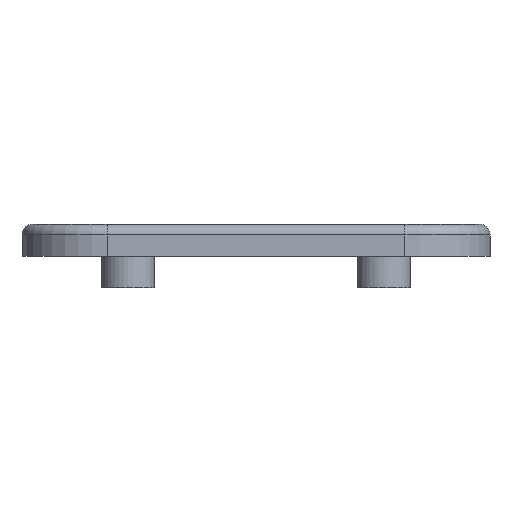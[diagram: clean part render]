
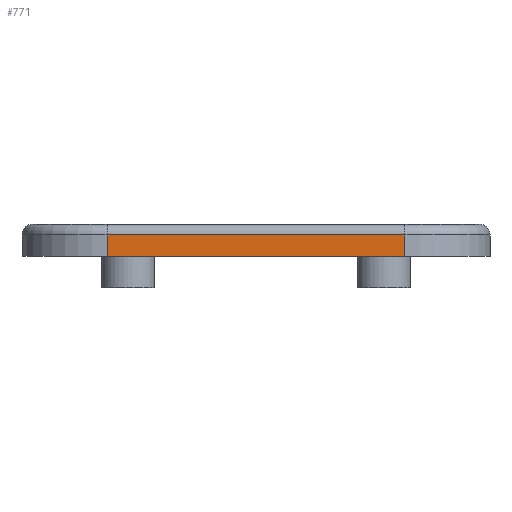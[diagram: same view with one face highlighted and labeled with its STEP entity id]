
A CAD part, front view. The second image highlights one B-rep face of the part: STEP entity #771.
In plain terms, the highlighted planar face has unit normal (0, -1, 0).
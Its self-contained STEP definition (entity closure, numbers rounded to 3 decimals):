
#48 = PLANE ( 'NONE',  #1423 ) ;
#70 = ORIENTED_EDGE ( 'NONE', *, *, #1447, .F. ) ;
#96 = EDGE_LOOP ( 'NONE', ( #2492, #286, #1730, #70 ) ) ;
#115 = VECTOR ( 'NONE', #2921, 1000. ) ;
#143 = VERTEX_POINT ( 'NONE', #877 ) ;
#286 = ORIENTED_EDGE ( 'NONE', *, *, #2936, .T. ) ;
#332 = CARTESIAN_POINT ( 'NONE',  ( -14., -150.13, -15. ) ) ;
#419 = EDGE_CURVE ( 'NONE', #2799, #143, #2970, .T. ) ;
#609 = CARTESIAN_POINT ( 'NONE',  ( -22., -150.13, 2. ) ) ;
#764 = DIRECTION ( 'NONE',  ( 0., -1., 0. ) ) ;
#771 = ADVANCED_FACE ( 'NONE', ( #2557 ), #48, .T. ) ;
#877 = CARTESIAN_POINT ( 'NONE',  ( 14., -150.13, 2. ) ) ;
#1055 = CARTESIAN_POINT ( 'NONE',  ( -22., -150.13, 0. ) ) ;
#1075 = DIRECTION ( 'NONE',  ( 0., 0., 1. ) ) ;
#1184 = VECTOR ( 'NONE', #1075, 1000. ) ;
#1236 = DIRECTION ( 'NONE',  ( -1., 0., 0. ) ) ;
#1423 = AXIS2_PLACEMENT_3D ( 'NONE', #1687, #764, #1700 ) ;
#1447 = EDGE_CURVE ( 'NONE', #2799, #1760, #2202, .T. ) ;
#1687 = CARTESIAN_POINT ( 'NONE',  ( -22., -150.13, -15. ) ) ;
#1700 = DIRECTION ( 'NONE',  ( 0., 0., -1. ) ) ;
#1730 = ORIENTED_EDGE ( 'NONE', *, *, #2044, .T. ) ;
#1760 = VERTEX_POINT ( 'NONE', #2958 ) ;
#1794 = CARTESIAN_POINT ( 'NONE',  ( 14., -150.13, 0. ) ) ;
#1903 = CARTESIAN_POINT ( 'NONE',  ( -14., -150.13, 2. ) ) ;
#1910 = DIRECTION ( 'NONE',  ( 0., 0., -1. ) ) ;
#1980 = LINE ( 'NONE', #609, #2768 ) ;
#2044 = EDGE_CURVE ( 'NONE', #2480, #1760, #2826, .T. ) ;
#2202 = LINE ( 'NONE', #1055, #115 ) ;
#2401 = VECTOR ( 'NONE', #1910, 1000. ) ;
#2480 = VERTEX_POINT ( 'NONE', #1903 ) ;
#2492 = ORIENTED_EDGE ( 'NONE', *, *, #419, .T. ) ;
#2557 = FACE_OUTER_BOUND ( 'NONE', #96, .T. ) ;
#2768 = VECTOR ( 'NONE', #1236, 1000. ) ;
#2799 = VERTEX_POINT ( 'NONE', #1794 ) ;
#2826 = LINE ( 'NONE', #332, #2401 ) ;
#2921 = DIRECTION ( 'NONE',  ( -1., 0., 0. ) ) ;
#2936 = EDGE_CURVE ( 'NONE', #143, #2480, #1980, .T. ) ;
#2953 = CARTESIAN_POINT ( 'NONE',  ( 14., -150.13, -15. ) ) ;
#2958 = CARTESIAN_POINT ( 'NONE',  ( -14., -150.13, 0. ) ) ;
#2970 = LINE ( 'NONE', #2953, #1184 ) ;
